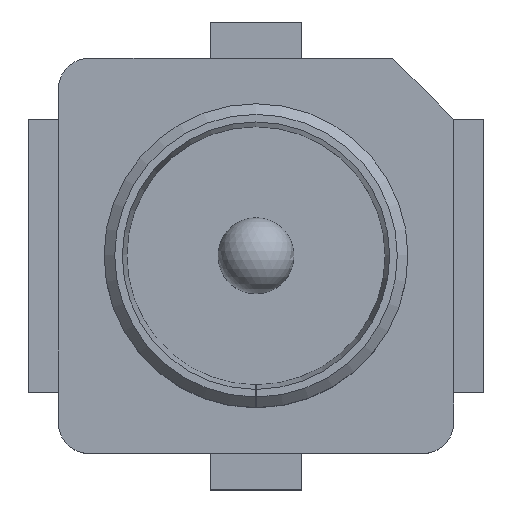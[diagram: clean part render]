
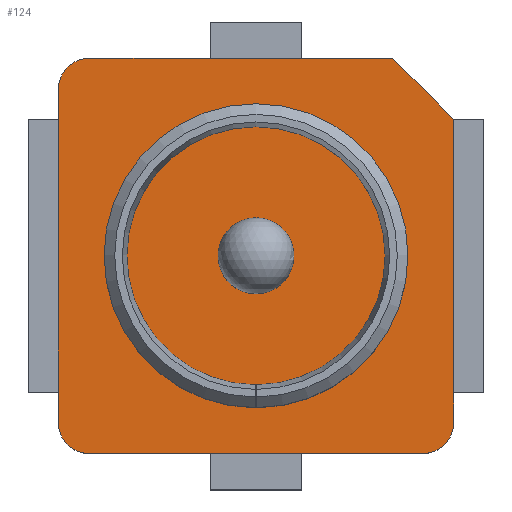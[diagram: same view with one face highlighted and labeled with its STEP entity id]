
A CAD part, top view. The second image highlights one B-rep face of the part: STEP entity #124.
In plain terms, the highlighted planar face has unit normal (0, 0, 1).
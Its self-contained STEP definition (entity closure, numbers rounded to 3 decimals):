
#124=ADVANCED_FACE('NONE',(#337,#338,#339),#157,.T.);
#157=PLANE('',#871);
#197=LINE('',#1213,#284);
#203=LINE('',#1226,#290);
#232=LINE('',#1288,#319);
#235=LINE('',#1294,#322);
#238=LINE('',#1300,#325);
#241=LINE('',#1306,#328);
#243=LINE('',#1310,#330);
#284=VECTOR('',#974,1.);
#290=VECTOR('',#986,1.);
#319=VECTOR('',#1051,1.);
#322=VECTOR('',#1056,1.);
#325=VECTOR('',#1061,1.);
#328=VECTOR('',#1066,1.);
#330=VECTOR('',#1070,1.);
#337=FACE_BOUND('',#378,.T.);
#338=FACE_BOUND('',#379,.T.);
#339=FACE_BOUND('',#380,.T.);
#378=EDGE_LOOP('',(#567,#568,#569,#570));
#379=EDGE_LOOP('',(#571));
#380=EDGE_LOOP('',(#572,#573,#574,#575,#576,#577,#578,#579));
#567=ORIENTED_EDGE('',*,*,#732,.F.);
#568=ORIENTED_EDGE('',*,*,#735,.T.);
#569=ORIENTED_EDGE('',*,*,#747,.F.);
#570=ORIENTED_EDGE('',*,*,#742,.T.);
#571=ORIENTED_EDGE('',*,*,#709,.T.);
#572=ORIENTED_EDGE('',*,*,#773,.T.);
#573=ORIENTED_EDGE('',*,*,#784,.T.);
#574=ORIENTED_EDGE('',*,*,#776,.T.);
#575=ORIENTED_EDGE('',*,*,#785,.T.);
#576=ORIENTED_EDGE('',*,*,#779,.T.);
#577=ORIENTED_EDGE('',*,*,#786,.T.);
#578=ORIENTED_EDGE('',*,*,#782,.T.);
#579=ORIENTED_EDGE('',*,*,#787,.T.);
#635=VERTEX_POINT('',#1159);
#652=VERTEX_POINT('',#1208);
#653=VERTEX_POINT('',#1209);
#654=VERTEX_POINT('',#1214);
#658=VERTEX_POINT('',#1227);
#672=VERTEX_POINT('',#1287);
#673=VERTEX_POINT('',#1289);
#674=VERTEX_POINT('',#1293);
#675=VERTEX_POINT('',#1295);
#676=VERTEX_POINT('',#1299);
#677=VERTEX_POINT('',#1301);
#678=VERTEX_POINT('',#1305);
#679=VERTEX_POINT('',#1307);
#709=EDGE_CURVE('',#635,#635,#799,.T.);
#732=EDGE_CURVE('',#652,#653,#806,.T.);
#735=EDGE_CURVE('',#652,#654,#197,.T.);
#742=EDGE_CURVE('',#658,#653,#203,.T.);
#747=EDGE_CURVE('',#658,#654,#809,.T.);
#773=EDGE_CURVE('NONE',#673,#672,#232,.T.);
#776=EDGE_CURVE('NONE',#675,#674,#235,.T.);
#779=EDGE_CURVE('NONE',#677,#676,#238,.T.);
#782=EDGE_CURVE('NONE',#679,#678,#241,.T.);
#784=EDGE_CURVE('NONE',#672,#675,#243,.T.);
#785=EDGE_CURVE('NONE',#674,#677,#810,.T.);
#786=EDGE_CURVE('NONE',#676,#679,#811,.T.);
#787=EDGE_CURVE('NONE',#678,#673,#812,.T.);
#799=CIRCLE('',#825,0.25);
#806=CIRCLE('',#841,1.);
#809=CIRCLE('',#850,0.85);
#810=CIRCLE('',#868,0.2);
#811=CIRCLE('',#869,0.2);
#812=CIRCLE('',#870,0.2);
#825=AXIS2_PLACEMENT_3D('',#1158,#920,#921);
#841=AXIS2_PLACEMENT_3D('',#1207,#968,#969);
#850=AXIS2_PLACEMENT_3D('',#1236,#998,#999);
#868=AXIS2_PLACEMENT_3D('',#1311,#1071,#1072);
#869=AXIS2_PLACEMENT_3D('',#1312,#1073,#1074);
#870=AXIS2_PLACEMENT_3D('',#1313,#1075,#1076);
#871=AXIS2_PLACEMENT_3D('',#1314,#1077,#1078);
#920=DIRECTION('',(0.,0.,-1.));
#921=DIRECTION('',(0.,-1.,0.));
#968=DIRECTION('',(0.,0.,1.));
#969=DIRECTION('',(0.,-1.,0.));
#974=DIRECTION('',(0.,1.,0.));
#986=DIRECTION('',(0.,-1.,0.));
#998=DIRECTION('',(0.,0.,-1.));
#999=DIRECTION('',(0.,-1.,0.));
#1051=DIRECTION('',(0.,1.,0.));
#1056=DIRECTION('',(-1.,0.,0.));
#1061=DIRECTION('',(0.,-1.,0.));
#1066=DIRECTION('',(1.,0.,0.));
#1070=DIRECTION('',(-0.707,0.707,0.));
#1071=DIRECTION('',(0.,0.,1.));
#1072=DIRECTION('',(0.,-1.,0.));
#1073=DIRECTION('',(0.,0.,1.));
#1074=DIRECTION('',(0.,-1.,0.));
#1075=DIRECTION('',(0.,0.,1.));
#1076=DIRECTION('',(0.,-1.,0.));
#1077=DIRECTION('',(0.,0.,1.));
#1078=DIRECTION('',(0.,-1.,0.));
#1158=CARTESIAN_POINT('',(0.,0.,-0.9));
#1159=CARTESIAN_POINT('',(0.,-0.25,-0.9));
#1207=CARTESIAN_POINT('',(0.,0.,-0.9));
#1208=CARTESIAN_POINT('',(0.005,-1.,-0.9));
#1209=CARTESIAN_POINT('',(-0.005,-1.,-0.9));
#1213=CARTESIAN_POINT('',(0.005,0.,-0.9));
#1214=CARTESIAN_POINT('',(0.005,-0.85,-0.9));
#1226=CARTESIAN_POINT('',(-0.005,0.,-0.9));
#1227=CARTESIAN_POINT('',(-0.005,-0.85,-0.9));
#1236=CARTESIAN_POINT('',(0.,0.,-0.9));
#1287=CARTESIAN_POINT('',(1.3,0.9,-0.9));
#1288=CARTESIAN_POINT('',(1.3,1.3,-0.9));
#1289=CARTESIAN_POINT('',(1.3,-1.1,-0.9));
#1293=CARTESIAN_POINT('',(-1.1,1.3,-0.9));
#1294=CARTESIAN_POINT('',(-1.3,1.3,-0.9));
#1295=CARTESIAN_POINT('',(0.9,1.3,-0.9));
#1299=CARTESIAN_POINT('',(-1.3,-1.1,-0.9));
#1300=CARTESIAN_POINT('',(-1.3,1.3,-0.9));
#1301=CARTESIAN_POINT('',(-1.3,1.1,-0.9));
#1305=CARTESIAN_POINT('',(1.1,-1.3,-0.9));
#1306=CARTESIAN_POINT('',(-1.3,-1.3,-0.9));
#1307=CARTESIAN_POINT('',(-1.1,-1.3,-0.9));
#1310=CARTESIAN_POINT('',(1.1,1.1,-0.9));
#1311=CARTESIAN_POINT('',(-1.1,1.1,-0.9));
#1312=CARTESIAN_POINT('',(-1.1,-1.1,-0.9));
#1313=CARTESIAN_POINT('',(1.1,-1.1,-0.9));
#1314=CARTESIAN_POINT('',(0.,0.,-0.9));
